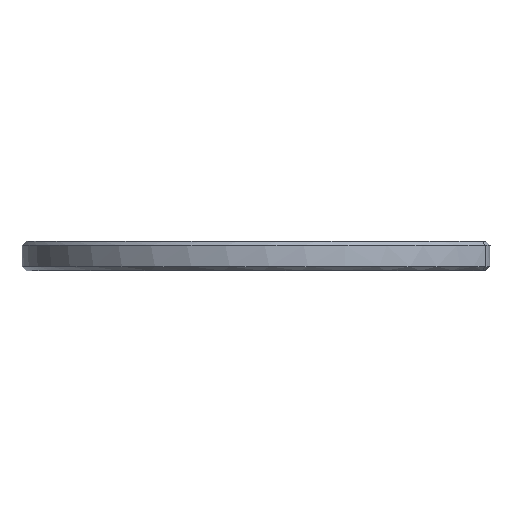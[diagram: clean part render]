
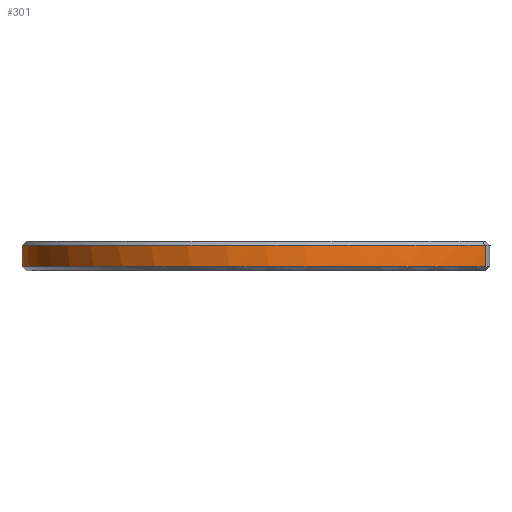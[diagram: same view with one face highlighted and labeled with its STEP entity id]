
A CAD part, left-side view. The second image highlights one B-rep face of the part: STEP entity #301.
In plain terms, the highlighted free-form (B-spline) face has degree [2, 1] with [5, 2] control points.
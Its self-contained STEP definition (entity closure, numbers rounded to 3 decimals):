
#273 = EDGE_CURVE('',#274,#276,#278,.T.);
#274 = VERTEX_POINT('',#275);
#275 = CARTESIAN_POINT('',(-4.954,-6.375,
    0.788));
#276 = VERTEX_POINT('',#277);
#277 = CARTESIAN_POINT('',(-4.954,-6.375,
    0.131));
#278 = B_SPLINE_CURVE_WITH_KNOTS('',1,(#279,#280),.UNSPECIFIED.,.F.,.F.,
  (2,2),(0.1,0.6),.PIECEWISE_BEZIER_KNOTS.);
#279 = CARTESIAN_POINT('',(-4.954,-6.375,
    0.788));
#280 = CARTESIAN_POINT('',(-4.954,-6.375,
    0.131));
#301 = ADVANCED_FACE('',(#302),#330,.T.);
#302 = FACE_BOUND('',#303,.T.);
#303 = EDGE_LOOP('',(#304,#313,#321,#322));
#304 = ORIENTED_EDGE('',*,*,#305,.T.);
#305 = EDGE_CURVE('',#306,#308,#310,.T.);
#306 = VERTEX_POINT('',#307);
#307 = CARTESIAN_POINT('',(4.954,-6.375,0.788)
  );
#308 = VERTEX_POINT('',#309);
#309 = CARTESIAN_POINT('',(4.954,-6.375,0.131)
  );
#310 = B_SPLINE_CURVE_WITH_KNOTS('',1,(#311,#312),.UNSPECIFIED.,.F.,.F.,
  (2,2),(0.1,0.6),.PIECEWISE_BEZIER_KNOTS.);
#311 = CARTESIAN_POINT('',(4.954,-6.375,0.788)
  );
#312 = CARTESIAN_POINT('',(4.954,-6.375,0.131)
  );
#313 = ORIENTED_EDGE('',*,*,#314,.T.);
#314 = EDGE_CURVE('',#308,#276,#315,.T.);
#315 = ( BOUNDED_CURVE() B_SPLINE_CURVE(2,(#316,#317,#318,#319,#320),
.UNSPECIFIED.,.F.,.F.) B_SPLINE_CURVE_WITH_KNOTS((3,2,3),(5.373
,7.854,10.335),.PIECEWISE_BEZIER_KNOTS.) CURVE() 
GEOMETRIC_REPRESENTATION_ITEM() RATIONAL_B_SPLINE_CURVE((1.,
0.324,1.,0.324,1.)) REPRESENTATION_ITEM('') );
#316 = CARTESIAN_POINT('',(4.954,-6.375,0.131)
  );
#317 = CARTESIAN_POINT('',(23.547,8.073,0.131
    ));
#318 = CARTESIAN_POINT('',(0.,8.073,
    0.131));
#319 = CARTESIAN_POINT('',(-23.547,8.073,0.131
    ));
#320 = CARTESIAN_POINT('',(-4.954,-6.375,
    0.131));
#321 = ORIENTED_EDGE('',*,*,#273,.F.);
#322 = ORIENTED_EDGE('',*,*,#323,.T.);
#323 = EDGE_CURVE('',#274,#306,#324,.T.);
#324 = ( BOUNDED_CURVE() B_SPLINE_CURVE(2,(#325,#326,#327,#328,#329),
.UNSPECIFIED.,.F.,.F.) B_SPLINE_CURVE_WITH_KNOTS((3,2,3),(2.231
,4.712,7.193),.PIECEWISE_BEZIER_KNOTS.) CURVE() 
GEOMETRIC_REPRESENTATION_ITEM() RATIONAL_B_SPLINE_CURVE((1.,
0.324,1.,0.324,1.)) REPRESENTATION_ITEM('') );
#325 = CARTESIAN_POINT('',(-4.954,-6.375,
    0.788));
#326 = CARTESIAN_POINT('',(-23.547,8.073,0.788
    ));
#327 = CARTESIAN_POINT('',(0.,8.073,
    0.788));
#328 = CARTESIAN_POINT('',(23.547,8.073,0.788
    ));
#329 = CARTESIAN_POINT('',(4.954,-6.375,0.788)
  );
#330 = ( BOUNDED_SURFACE() B_SPLINE_SURFACE(2,1,(
    (#331,#332)
    ,(#333,#334)
    ,(#335,#336)
    ,(#337,#338)
,(#339,#340
    )),.UNSPECIFIED.,.F.,.F.,.F.) B_SPLINE_SURFACE_WITH_KNOTS((3,2,3),(2
    ,2),(-0.91,1.571,4.052),(0.1,0.6),
.UNSPECIFIED.) GEOMETRIC_REPRESENTATION_ITEM() RATIONAL_B_SPLINE_SURFACE
((
    (1.,1.)
    ,(0.324,0.324)
    ,(1.,1.)
    ,(0.324,0.324)
,(1.,1.))) REPRESENTATION_ITEM('') SURFACE() );
#331 = CARTESIAN_POINT('',(-4.954,-6.375,
    0.788));
#332 = CARTESIAN_POINT('',(-4.954,-6.375,
    0.131));
#333 = CARTESIAN_POINT('',(-23.547,8.073,0.788
    ));
#334 = CARTESIAN_POINT('',(-23.547,8.073,0.131
    ));
#335 = CARTESIAN_POINT('',(0.,8.073,
    0.788));
#336 = CARTESIAN_POINT('',(0.,8.073,
    0.131));
#337 = CARTESIAN_POINT('',(23.547,8.073,0.788
    ));
#338 = CARTESIAN_POINT('',(23.547,8.073,0.131
    ));
#339 = CARTESIAN_POINT('',(4.954,-6.375,0.788)
  );
#340 = CARTESIAN_POINT('',(4.954,-6.375,0.131)
  );
